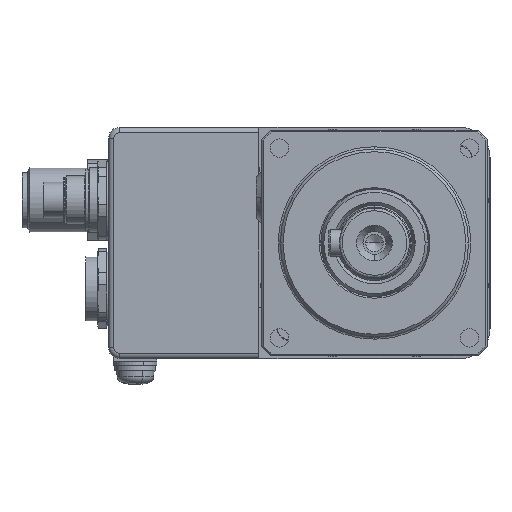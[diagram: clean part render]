
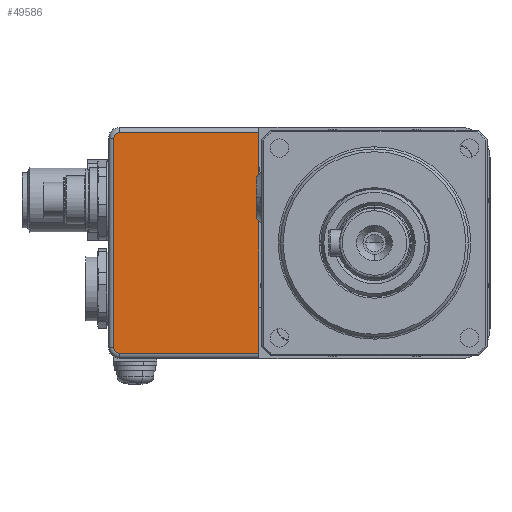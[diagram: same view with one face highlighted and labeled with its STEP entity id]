
A CAD part, left-side view. The second image highlights one B-rep face of the part: STEP entity #49586.
In plain terms, the highlighted planar face has unit normal (-1, 0, 0).
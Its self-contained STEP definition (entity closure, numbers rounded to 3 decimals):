
#1605 = VECTOR ( 'NONE', #96077, 1000. ) ;
#5052 = EDGE_CURVE ( 'NONE', #102403, #8589, #19502, .T. ) ;
#5155 = EDGE_CURVE ( 'NONE', #78301, #102403, #8148, .T. ) ;
#6022 = DIRECTION ( 'NONE',  ( 0., -1., 0. ) ) ;
#6718 = CARTESIAN_POINT ( 'NONE',  ( -46., 70., -41. ) ) ;
#7293 = CARTESIAN_POINT ( 'NONE',  ( -46., 69., -42. ) ) ;
#7820 = EDGE_CURVE ( 'NONE', #75230, #57445, #29242, .T. ) ;
#8148 = LINE ( 'NONE', #121471, #78072 ) ;
#8589 = VERTEX_POINT ( 'NONE', #7293 ) ;
#9532 = CARTESIAN_POINT ( 'NONE',  ( -46., 43., -1. ) ) ;
#11968 = DIRECTION ( 'NONE',  ( 0., 0., -1. ) ) ;
#13725 = FACE_OUTER_BOUND ( 'NONE', #100726, .T. ) ;
#15086 = AXIS2_PLACEMENT_3D ( 'NONE', #126602, #64357, #73908 ) ;
#19502 = CIRCLE ( 'NONE', #47114, 1. ) ;
#19799 = DIRECTION ( 'NONE',  ( 0., 0., -1. ) ) ;
#22509 = CARTESIAN_POINT ( 'NONE',  ( -46., 43., 0. ) ) ;
#22792 = CARTESIAN_POINT ( 'NONE',  ( -46., 69., -1. ) ) ;
#23336 = EDGE_CURVE ( 'NONE', #103793, #78301, #121368, .T. ) ;
#26862 = ORIENTED_EDGE ( 'NONE', *, *, #7820, .F. ) ;
#29242 = LINE ( 'NONE', #22509, #1605 ) ;
#33907 = ORIENTED_EDGE ( 'NONE', *, *, #23336, .T. ) ;
#35452 = EDGE_CURVE ( 'NONE', #8589, #57445, #128845, .T. ) ;
#35612 = CARTESIAN_POINT ( 'NONE',  ( -46., 70., -2. ) ) ;
#41163 = DIRECTION ( 'NONE',  ( 1., 0., 0. ) ) ;
#43146 = AXIS2_PLACEMENT_3D ( 'NONE', #122957, #41163, #19799 ) ;
#45898 = VECTOR ( 'NONE', #6022, 1000. ) ;
#47114 = AXIS2_PLACEMENT_3D ( 'NONE', #95554, #65137, #11968 ) ;
#47641 = ORIENTED_EDGE ( 'NONE', *, *, #86340, .T. ) ;
#49586 = ADVANCED_FACE ( 'NONE', ( #13725 ), #122511, .F. ) ;
#57445 = VERTEX_POINT ( 'NONE', #59114 ) ;
#59114 = CARTESIAN_POINT ( 'NONE',  ( -46., 43., -42. ) ) ;
#64357 = DIRECTION ( 'NONE',  ( -1., 0., 0. ) ) ;
#65137 = DIRECTION ( 'NONE',  ( -1., 0., 0. ) ) ;
#71743 = ORIENTED_EDGE ( 'NONE', *, *, #5155, .T. ) ;
#73908 = DIRECTION ( 'NONE',  ( 0., 0., -1. ) ) ;
#75230 = VERTEX_POINT ( 'NONE', #9532 ) ;
#78072 = VECTOR ( 'NONE', #100954, 1000. ) ;
#78301 = VERTEX_POINT ( 'NONE', #35612 ) ;
#86340 = EDGE_CURVE ( 'NONE', #75230, #103793, #127549, .T. ) ;
#95554 = CARTESIAN_POINT ( 'NONE',  ( -46., 69., -41. ) ) ;
#96077 = DIRECTION ( 'NONE',  ( 0., 0., -1. ) ) ;
#96602 = VECTOR ( 'NONE', #131218, 1000. ) ;
#99644 = CARTESIAN_POINT ( 'NONE',  ( -46., 43., -42. ) ) ;
#100726 = EDGE_LOOP ( 'NONE', ( #131803, #135009, #26862, #47641, #33907, #71743 ) ) ;
#100954 = DIRECTION ( 'NONE',  ( 0., 0., -1. ) ) ;
#102403 = VERTEX_POINT ( 'NONE', #6718 ) ;
#103793 = VERTEX_POINT ( 'NONE', #22792 ) ;
#121368 = CIRCLE ( 'NONE', #15086, 1. ) ;
#121471 = CARTESIAN_POINT ( 'NONE',  ( -46., 70., 0. ) ) ;
#122511 = PLANE ( 'NONE',  #43146 ) ;
#122957 = CARTESIAN_POINT ( 'NONE',  ( -46., 0., 0. ) ) ;
#126602 = CARTESIAN_POINT ( 'NONE',  ( -46., 69., -2. ) ) ;
#127549 = LINE ( 'NONE', #130780, #96602 ) ;
#128845 = LINE ( 'NONE', #99644, #45898 ) ;
#130780 = CARTESIAN_POINT ( 'NONE',  ( -46., 0., -1. ) ) ;
#131218 = DIRECTION ( 'NONE',  ( 0., 1., 0. ) ) ;
#131803 = ORIENTED_EDGE ( 'NONE', *, *, #5052, .T. ) ;
#135009 = ORIENTED_EDGE ( 'NONE', *, *, #35452, .T. ) ;
